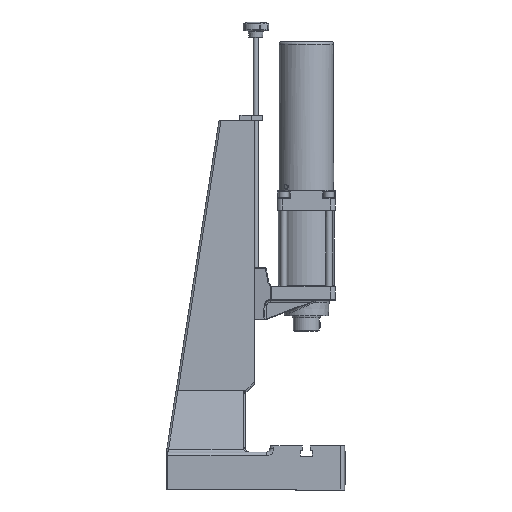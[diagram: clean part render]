
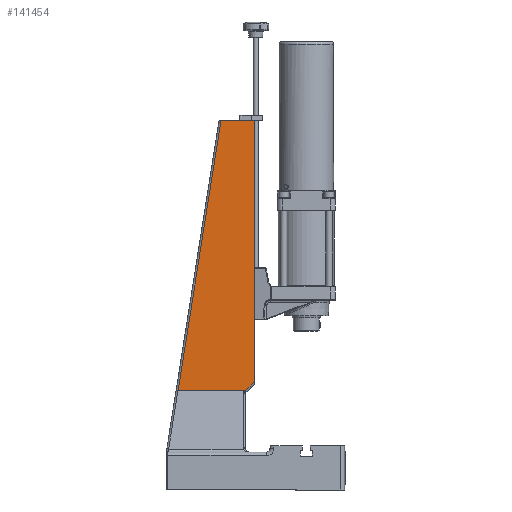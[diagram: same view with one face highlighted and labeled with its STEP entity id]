
A CAD part, left-side view. The second image highlights one B-rep face of the part: STEP entity #141454.
In plain terms, the highlighted face is planar.
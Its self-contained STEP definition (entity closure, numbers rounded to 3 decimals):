
#161=ELLIPSE('',#148445,26.595,6.);
#14147=LINE('',#205763,#28473);
#14175=LINE('',#205866,#28501);
#14498=LINE('',#208343,#28824);
#14499=LINE('',#208392,#28825);
#14500=LINE('',#208393,#28826);
#28473=VECTOR('',#163390,51.542);
#28501=VECTOR('',#163470,402.757);
#28824=VECTOR('',#164907,21.613);
#28825=VECTOR('',#164918,421.399);
#28826=VECTOR('',#164919,100.304);
#38456=PLANE('',#148448);
#44736=FACE_OUTER_BOUND('',#52279,.T.);
#52279=EDGE_LOOP('',(#109670,#109671,#109672,#109673,#109674,#109675));
#63668=VERTEX_POINT('',#205760);
#63669=VERTEX_POINT('',#205762);
#63698=VERTEX_POINT('',#205865);
#64104=VERTEX_POINT('',#208342);
#64105=VERTEX_POINT('',#208385);
#64107=VERTEX_POINT('',#208391);
#79773=EDGE_CURVE('',#63669,#63668,#14147,.T.);
#79813=EDGE_CURVE('',#63698,#63669,#14175,.T.);
#80492=EDGE_CURVE('',#63698,#64104,#14498,.T.);
#80495=EDGE_CURVE('',#64104,#64105,#161,.T.);
#80498=EDGE_CURVE('',#64107,#63668,#14499,.T.);
#80499=EDGE_CURVE('',#64105,#64107,#14500,.T.);
#109670=ORIENTED_EDGE('',*,*,#79813,.T.);
#109671=ORIENTED_EDGE('',*,*,#79773,.T.);
#109672=ORIENTED_EDGE('',*,*,#80498,.F.);
#109673=ORIENTED_EDGE('',*,*,#80499,.F.);
#109674=ORIENTED_EDGE('',*,*,#80495,.F.);
#109675=ORIENTED_EDGE('',*,*,#80492,.F.);
#141454=ADVANCED_FACE('',(#44736),#38456,.T.);
#148445=AXIS2_PLACEMENT_3D('',#208386,#164910,#164911);
#148448=AXIS2_PLACEMENT_3D('',#208390,#164916,#164917);
#163390=DIRECTION('',(-1.,0.,0.));
#163470=DIRECTION('',(0.,0.,1.));
#164907=DIRECTION('',(-0.707,0.,-0.707));
#164910=DIRECTION('center_axis',(0.,-1.,0.));
#164911=DIRECTION('ref_axis',(0.,0.,
1.));
#164916=DIRECTION('center_axis',(0.,-1.,0.));
#164917=DIRECTION('ref_axis',(0.,0.,-1.));
#164918=DIRECTION('',(0.157,0.,0.988));
#164919=DIRECTION('',(-1.,0.,0.));
#205760=CARTESIAN_POINT('',(87.958,-119.,574.5));
#205762=CARTESIAN_POINT('',(139.5,-119.,574.5));
#205763=CARTESIAN_POINT('',(118.634,-119.,574.5));
#205865=CARTESIAN_POINT('',(139.5,-119.,171.743));
#205866=CARTESIAN_POINT('',(139.5,-119.,366.25));
#208342=CARTESIAN_POINT('',(124.217,-119.,156.46));
#208343=CARTESIAN_POINT('',(131.629,-119.,163.871));
#208385=CARTESIAN_POINT('',(122.,-119.,158.343));
#208386=CARTESIAN_POINT('Origin',(122.,-119.,131.748));
#208390=CARTESIAN_POINT('Origin',(125.,-119.,158.));
#208391=CARTESIAN_POINT('',(21.696,-119.,158.343));
#208392=CARTESIAN_POINT('',(15.08,-119.,116.789));
#208393=CARTESIAN_POINT('',(125.,-119.,158.343));
